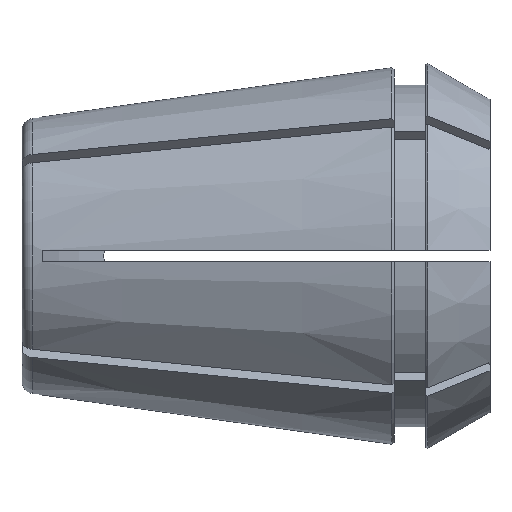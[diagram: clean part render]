
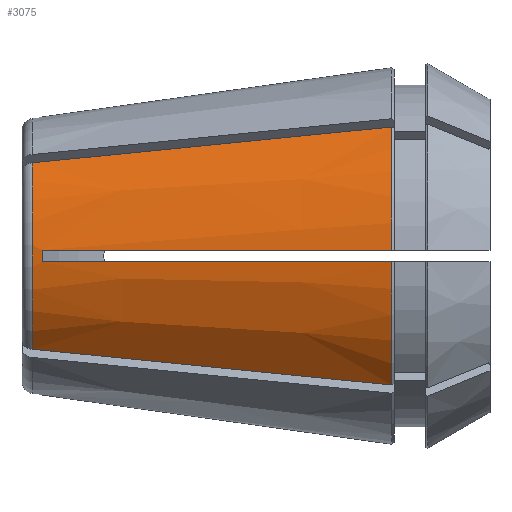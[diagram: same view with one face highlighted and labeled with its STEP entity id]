
A CAD part, left-side view. The second image highlights one B-rep face of the part: STEP entity #3075.
In plain terms, the highlighted conical face has half-angle 8 degrees and reference radius 13.938 mm.
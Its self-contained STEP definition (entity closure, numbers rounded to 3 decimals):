
#159=CARTESIAN_POINT('',(-16.091,8.398,-0.5));
#160=CARTESIAN_POINT('',(-15.608,11.835,-0.5));
#161=CARTESIAN_POINT('',(-14.652,18.63,-0.5));
#162=CARTESIAN_POINT('',(-13.251,28.596,-0.5));
#163=CARTESIAN_POINT('',(-12.339,35.079,-0.5));
#164=CARTESIAN_POINT('',(-11.888,38.281,-0.5));
#166=CARTESIAN_POINT('',(-8.675,39.139,-7.967));
#167=CARTESIAN_POINT('',(-9.002,35.85,-8.295));
#168=CARTESIAN_POINT('',(-9.664,29.188,-8.957));
#169=CARTESIAN_POINT('',(-10.684,18.936,-9.977));
#170=CARTESIAN_POINT('',(-11.38,11.938,-10.672));
#171=CARTESIAN_POINT('',(-11.732,8.398,-11.024));
#173=CARTESIAN_POINT('',(-11.732,8.398,11.024));
#174=CARTESIAN_POINT('',(-11.38,11.937,10.673));
#175=CARTESIAN_POINT('',(-10.684,18.933,9.977));
#176=CARTESIAN_POINT('',(-9.665,29.185,8.957));
#177=CARTESIAN_POINT('',(-9.002,35.849,8.295));
#178=CARTESIAN_POINT('',(-8.675,39.139,7.967));
#180=CARTESIAN_POINT('',(-11.888,38.281,0.5));
#181=CARTESIAN_POINT('',(-12.339,35.08,0.5));
#182=CARTESIAN_POINT('',(-13.25,28.599,0.5));
#183=CARTESIAN_POINT('',(-14.652,18.633,0.5));
#184=CARTESIAN_POINT('',(-15.608,11.836,0.5));
#185=CARTESIAN_POINT('',(-16.091,8.398,0.5));
#187=CARTESIAN_POINT('',(-11.888,38.281,-0.5));
#188=CARTESIAN_POINT('',(-11.893,38.283,
-0.389));
#189=CARTESIAN_POINT('',(-11.899,38.286,
-0.167));
#190=CARTESIAN_POINT('',(-11.899,38.286,0.167));
#191=CARTESIAN_POINT('',(-11.893,38.283,0.389));
#192=CARTESIAN_POINT('',(-11.888,38.281,0.5));
#318=CARTESIAN_POINT('',(0.,8.398,0.));
#319=DIRECTION('',(0.,1.,0.));
#320=DIRECTION('',(-0.729,0.,-0.685));
#321=AXIS2_PLACEMENT_3D('',#318,#319,#320);
#330=CARTESIAN_POINT('',(0.,8.398,0.));
#331=DIRECTION('',(0.,1.,0.));
#332=DIRECTION('',(-1.,0.,0.031));
#333=AXIS2_PLACEMENT_3D('',#330,#331,#332);
#2072=CARTESIAN_POINT('',(0.,39.139,0.));
#2073=DIRECTION('',(0.,-1.,0.));
#2074=DIRECTION('',(-0.736,0.,0.676));
#2075=AXIS2_PLACEMENT_3D('',#2072,#2073,#2074);
#2438=CARTESIAN_POINT('',(-11.888,38.281,-0.5));
#2440=VERTEX_POINT('',#2438);
#2442=CARTESIAN_POINT('',(-11.888,38.281,0.5));
#2444=VERTEX_POINT('',#2442);
#2466=VERTEX_POINT('',#159);
#2467=VERTEX_POINT('',#185);
#2514=VERTEX_POINT('',#173);
#2515=VERTEX_POINT('',#178);
#2570=VERTEX_POINT('',#166);
#2571=VERTEX_POINT('',#171);
#3054=CARTESIAN_POINT('',(0.,23.769,0.));
#3055=DIRECTION('',(0.,-1.,0.));
#3056=DIRECTION('',(-1.,0.,0.));
#3057=AXIS2_PLACEMENT_3D('',#3054,#3055,#3056);
#3058=CONICAL_SURFACE('',#3057,13.938,8.);
#3059=ORIENTED_EDGE('',*,*,#3034,.F.);
#3061=ORIENTED_EDGE('',*,*,#3060,.F.);
#3063=ORIENTED_EDGE('',*,*,#3062,.F.);
#3065=ORIENTED_EDGE('',*,*,#3064,.F.);
#3067=ORIENTED_EDGE('',*,*,#3066,.F.);
#3069=ORIENTED_EDGE('',*,*,#3068,.F.);
#3071=ORIENTED_EDGE('',*,*,#3070,.F.);
#3072=ORIENTED_EDGE('',*,*,#3045,.F.);
#3073=EDGE_LOOP('',(#3059,#3061,#3063,#3065,#3067,#3069,#3071,#3072));
#3074=FACE_OUTER_BOUND('',#3073,.F.);
#3075=ADVANCED_FACE('',(#3074),#3058,.T.);
#165=B_SPLINE_CURVE_WITH_KNOTS('',3,(#159,#160,#161,#162,#163,#164),
.UNSPECIFIED.,.F.,.F.,(4,1,1,4),(0.,0.333,0.667,1.),
.UNSPECIFIED.);
#172=B_SPLINE_CURVE_WITH_KNOTS('',3,(#166,#167,#168,#169,#170,#171),
.UNSPECIFIED.,.F.,.F.,(4,1,1,4),(0.,0.333,0.667,1.),
.UNSPECIFIED.);
#179=B_SPLINE_CURVE_WITH_KNOTS('',3,(#173,#174,#175,#176,#177,#178),
.UNSPECIFIED.,.F.,.F.,(4,1,1,4),(0.,0.333,0.667,1.),
.UNSPECIFIED.);
#186=B_SPLINE_CURVE_WITH_KNOTS('',3,(#180,#181,#182,#183,#184,#185),
.UNSPECIFIED.,.F.,.F.,(4,1,1,4),(0.,0.333,0.667,1.),
.UNSPECIFIED.);
#193=B_SPLINE_CURVE_WITH_KNOTS('',3,(#187,#188,#189,#190,#191,#192),
.UNSPECIFIED.,.F.,.F.,(4,1,1,4),(0.,0.333,0.667,1.),
.UNSPECIFIED.);
#322=CIRCLE('',#321,16.099);
#334=CIRCLE('',#333,16.099);
#2076=CIRCLE('',#2075,11.778);
#3034=EDGE_CURVE('',#2466,#2440,#165,.T.);
#3045=EDGE_CURVE('',#2440,#2444,#193,.T.);
#3060=EDGE_CURVE('',#2571,#2466,#322,.T.);
#3062=EDGE_CURVE('',#2570,#2571,#172,.T.);
#3064=EDGE_CURVE('',#2515,#2570,#2076,.T.);
#3066=EDGE_CURVE('',#2514,#2515,#179,.T.);
#3068=EDGE_CURVE('',#2467,#2514,#334,.T.);
#3070=EDGE_CURVE('',#2444,#2467,#186,.T.);
